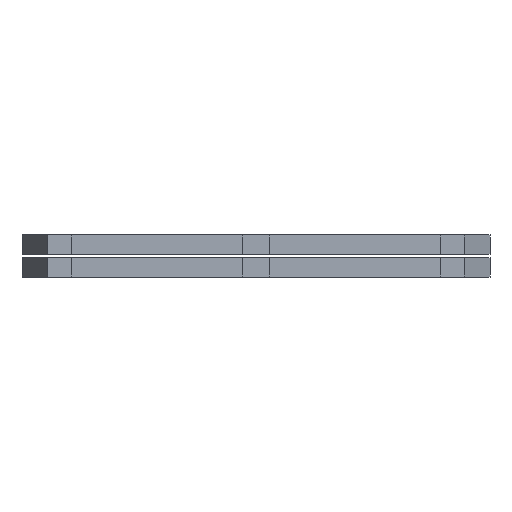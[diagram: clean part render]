
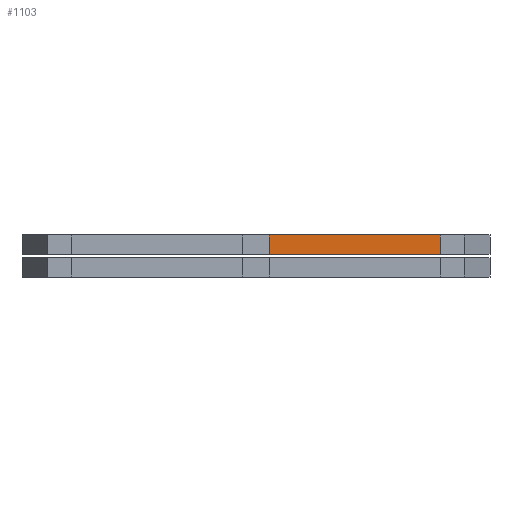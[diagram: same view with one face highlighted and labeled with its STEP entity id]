
A CAD part, left-side view. The second image highlights one B-rep face of the part: STEP entity #1103.
In plain terms, the highlighted planar face has unit normal (-1, 0, 0).
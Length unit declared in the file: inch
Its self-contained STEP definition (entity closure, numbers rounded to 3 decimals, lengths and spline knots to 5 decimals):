
#1047=CARTESIAN_POINT('',(-2.758,-0.544,0.057));
#1048=VERTEX_POINT('',#1047);
#1055=CARTESIAN_POINT('',(-2.758,-0.544,0.0));
#1056=VERTEX_POINT('',#1055);
#1057=CARTESIAN_POINT('',(-2.758,-0.544,0.0));
#1058=DIRECTION('',(0.0,0.0,1.0));
#1059=VECTOR('',#1058,0.057);
#1060=LINE('',#1057,#1059);
#1061=EDGE_CURVE('',#1056,#1048,#1060,.T.);
#1073=CARTESIAN_POINT('',(-2.758,-0.544,0.0));
#1074=DIRECTION('',(-1.0,0.0,0.0));
#1075=DIRECTION('',(0.0,0.0,1.0));
#1076=AXIS2_PLACEMENT_3D('',#1073,#1074,#1075);
#1077=PLANE('',#1076);
#1078=CARTESIAN_POINT('',(-2.758,-0.039,0.057));
#1079=VERTEX_POINT('',#1078);
#1080=CARTESIAN_POINT('',(-2.758,-0.544,0.057));
#1081=DIRECTION('',(0.0,1.0,0.0));
#1082=VECTOR('',#1081,0.505);
#1083=LINE('',#1080,#1082);
#1084=EDGE_CURVE('',#1048,#1079,#1083,.T.);
#1085=ORIENTED_EDGE('',*,*,#1084,.T.);
#1086=CARTESIAN_POINT('',(-2.758,-0.039,0.0));
#1087=VERTEX_POINT('',#1086);
#1088=CARTESIAN_POINT('',(-2.758,-0.039,0.0));
#1089=DIRECTION('',(0.0,0.0,1.0));
#1090=VECTOR('',#1089,0.057);
#1091=LINE('',#1088,#1090);
#1092=EDGE_CURVE('',#1087,#1079,#1091,.T.);
#1093=ORIENTED_EDGE('',*,*,#1092,.F.);
#1094=CARTESIAN_POINT('',(-2.758,-0.039,0.0));
#1095=DIRECTION('',(0.0,-1.0,0.0));
#1096=VECTOR('',#1095,0.505);
#1097=LINE('',#1094,#1096);
#1098=EDGE_CURVE('',#1087,#1056,#1097,.T.);
#1099=ORIENTED_EDGE('',*,*,#1098,.T.);
#1100=ORIENTED_EDGE('',*,*,#1061,.T.);
#1101=EDGE_LOOP('',(#1085,#1093,#1099,#1100));
#1102=FACE_OUTER_BOUND('',#1101,.T.);
#1103=ADVANCED_FACE('',(#1102),#1077,.T.);
